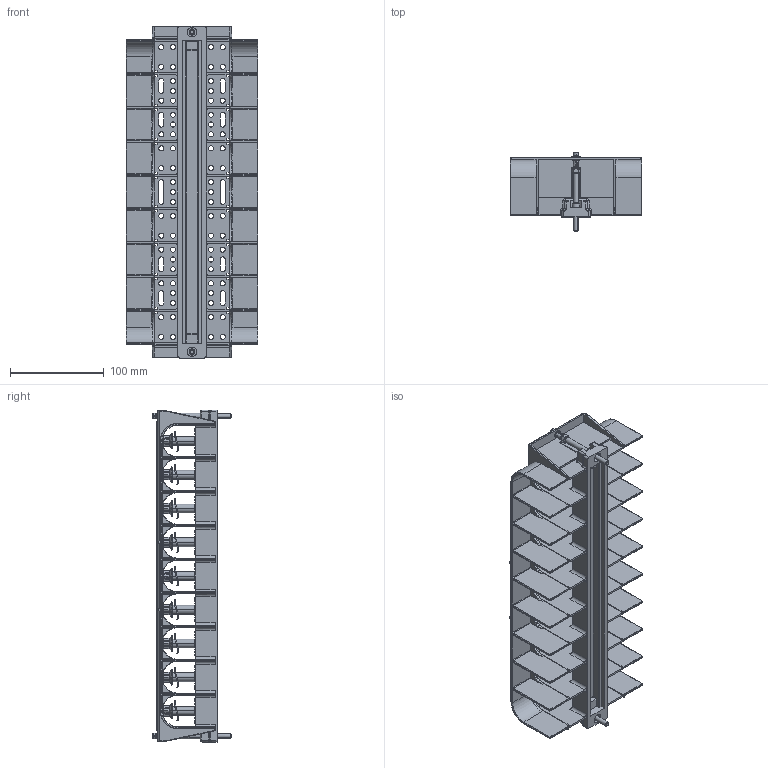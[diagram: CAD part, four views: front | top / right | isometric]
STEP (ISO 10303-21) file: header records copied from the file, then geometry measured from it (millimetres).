
FILE_DESCRIPTION((''),'2;1');
FILE_NAME('32428091003','2019-09-24T',('presta_be4'),(''),'PRO/ENGINEER BY PARAMETRIC TECHNOLOGY CORPORATION, 2014310','PRO/ENGINEER BY PARAMETRIC TECHNOLOGY CORPORATION, 2014310','');
FILE_SCHEMA(('CONFIG_CONTROL_DESIGN'));
Products named in the file (1): 32428091003
Bounding box: 140.4 x 83.34 x 354.2 mm (x, y, z)
Volume: 491280.3 mm3; surface area: 342565.3 mm2
Topology: 10 solids, 10 shells, 4399 faces, 11707 edges, 7450 vertices
Faces by surface type: plane 2420, cylinder 1259, torus 272, cone 206, bspline 166, sphere 76
Entity records: 209916 total; most frequent: CARTESIAN_POINT 101644, ORIENTED_EDGE 23390, DIRECTION 21163, EDGE_CURVE 11695, VECTOR 7679, LINE 7679, VERTEX_POINT 7450, AXIS2_PLACEMENT_3D 6742
